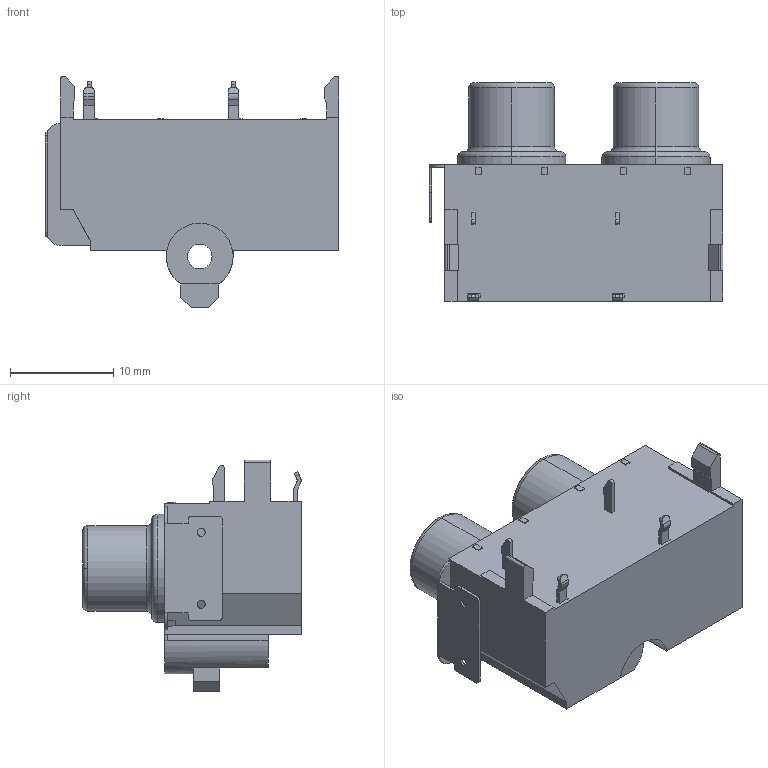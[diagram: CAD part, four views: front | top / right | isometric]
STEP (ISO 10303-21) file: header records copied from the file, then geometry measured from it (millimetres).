
FILE_DESCRIPTION (( 'STEP AP214' ), '1' );
FILE_NAME ('pjras2x1s_series.STEP', '2014-07-02T16:44:34', ( '' ), ( '' ), 'SwSTEP 2.0', 'SolidWorks 2014', '' );
FILE_SCHEMA (( 'AUTOMOTIVE_DESIGN' ));
Length unit declared in the file: inch
Products named in the file (1): pjras2x1s_series
Bounding box: 28.5 x 21.21 x 22.5 mm (x, y, z)
Volume: 5375.2 mm3; surface area: 2709.7 mm2
Topology: 1 solids, 1 shells, 190 faces, 500 edges, 329 vertices
Faces by surface type: plane 119, cylinder 55, torus 12, cone 4
Entity records: 5947 total; most frequent: CARTESIAN_POINT 1068, DIRECTION 1017, ORIENTED_EDGE 1000, EDGE_CURVE 500, LINE 349, VECTOR 349, AXIS2_PLACEMENT_3D 334, VERTEX_POINT 329
